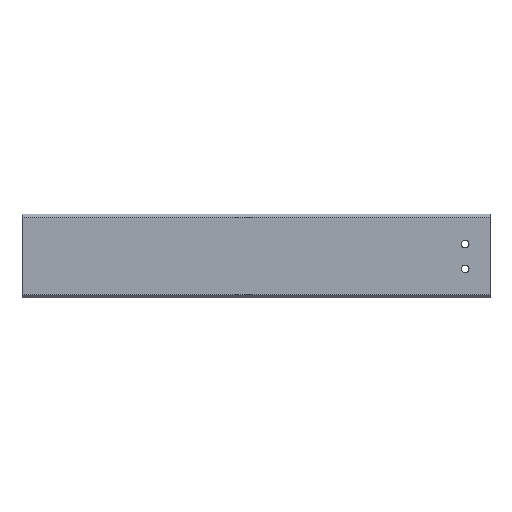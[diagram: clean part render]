
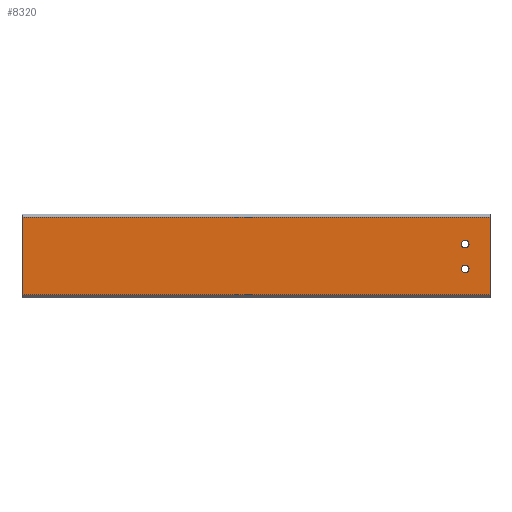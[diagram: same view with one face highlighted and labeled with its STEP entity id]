
A CAD part, front view. The second image highlights one B-rep face of the part: STEP entity #8320.
In plain terms, the highlighted planar face has unit normal (0, -1, 0).
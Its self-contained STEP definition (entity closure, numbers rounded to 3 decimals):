
#3237 = VERTEX_POINT('',#3238);
#3238 = CARTESIAN_POINT('',(301.,-722.5,-12.425));
#3244 = EDGE_CURVE('',#3245,#3237,#3247,.T.);
#3245 = VERTEX_POINT('',#3246);
#3246 = CARTESIAN_POINT('',(301.,-722.505,12.45));
#3247 = LINE('',#3248,#3249);
#3248 = CARTESIAN_POINT('',(301.,-722.505,12.45));
#3249 = VECTOR('',#3250,1.);
#3250 = DIRECTION('',(0.,0.,-1.));
#8302 = VERTEX_POINT('',#8303);
#8303 = CARTESIAN_POINT('',(451.5,-722.5,-12.425));
#8309 = EDGE_CURVE('',#8302,#3237,#8310,.T.);
#8310 = LINE('',#8311,#8312);
#8311 = CARTESIAN_POINT('',(451.5,-722.5,-12.425));
#8312 = VECTOR('',#8313,1.);
#8313 = DIRECTION('',(-1.,0.,0.));
#8320 = ADVANCED_FACE('',(#8321,#8339,#8350),#8361,.T.);
#8321 = FACE_BOUND('',#8322,.T.);
#8322 = EDGE_LOOP('',(#8323,#8324,#8332,#8338));
#8323 = ORIENTED_EDGE('',*,*,#8309,.F.);
#8324 = ORIENTED_EDGE('',*,*,#8325,.T.);
#8325 = EDGE_CURVE('',#8302,#8326,#8328,.T.);
#8326 = VERTEX_POINT('',#8327);
#8327 = CARTESIAN_POINT('',(451.5,-722.505,12.45));
#8328 = LINE('',#8329,#8330);
#8329 = CARTESIAN_POINT('',(451.5,-722.5,-12.425));
#8330 = VECTOR('',#8331,1.);
#8331 = DIRECTION('',(0.,0.,1.));
#8332 = ORIENTED_EDGE('',*,*,#8333,.T.);
#8333 = EDGE_CURVE('',#8326,#3245,#8334,.T.);
#8334 = LINE('',#8335,#8336);
#8335 = CARTESIAN_POINT('',(451.5,-722.505,12.45));
#8336 = VECTOR('',#8337,1.);
#8337 = DIRECTION('',(-1.,0.,0.));
#8338 = ORIENTED_EDGE('',*,*,#3244,.T.);
#8339 = FACE_BOUND('',#8340,.T.);
#8340 = EDGE_LOOP('',(#8341));
#8341 = ORIENTED_EDGE('',*,*,#8342,.F.);
#8342 = EDGE_CURVE('',#8343,#8343,#8345,.T.);
#8343 = VERTEX_POINT('',#8344);
#8344 = CARTESIAN_POINT('',(444.75,-722.504,3.849));
#8345 = CIRCLE('',#8346,1.25);
#8346 = AXIS2_PLACEMENT_3D('',#8347,#8348,#8349);
#8347 = CARTESIAN_POINT('',(443.5,-722.504,3.849));
#8348 = DIRECTION('',(0.,-1.,0.));
#8349 = DIRECTION('',(1.,0.,0.));
#8350 = FACE_BOUND('',#8351,.T.);
#8351 = EDGE_LOOP('',(#8352));
#8352 = ORIENTED_EDGE('',*,*,#8353,.F.);
#8353 = EDGE_CURVE('',#8354,#8354,#8356,.T.);
#8354 = VERTEX_POINT('',#8355);
#8355 = CARTESIAN_POINT('',(444.75,-722.502,-4.151));
#8356 = CIRCLE('',#8357,1.25);
#8357 = AXIS2_PLACEMENT_3D('',#8358,#8359,#8360);
#8358 = CARTESIAN_POINT('',(443.5,-722.502,-4.151));
#8359 = DIRECTION('',(0.,-1.,0.));
#8360 = DIRECTION('',(1.,0.,0.));
#8361 = PLANE('',#8362);
#8362 = AXIS2_PLACEMENT_3D('',#8363,#8364,#8365);
#8363 = CARTESIAN_POINT('',(376.25,-722.503,0.013));
#8364 = DIRECTION('',(-0.,-1.,0.));
#8365 = DIRECTION('',(0.,0.,-1.));
